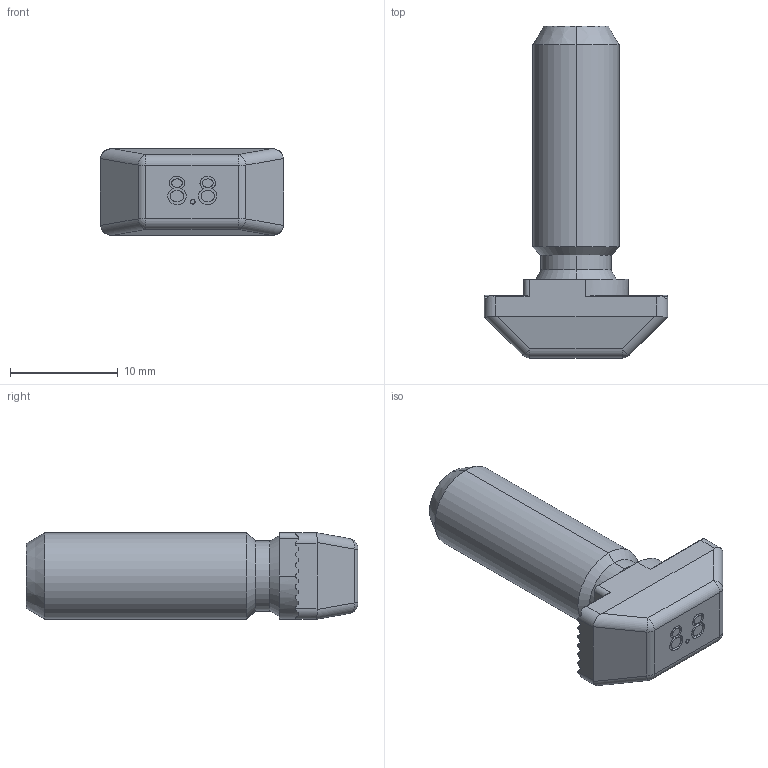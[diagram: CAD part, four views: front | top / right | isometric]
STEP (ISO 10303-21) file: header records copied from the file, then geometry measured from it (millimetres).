
FILE_DESCRIPTION (( 'STEP AP214' ), '1' );
FILE_NAME ('093hk1015m0825.STEP', '2014-09-30T08:33:26', ( 'Not-Admin' ), ( 'Hewlett-Packard Company' ), 'SwSTEP 2.0', 'SolidWorks 2014', '' );
FILE_SCHEMA (( 'AUTOMOTIVE_DESIGN' ));
Length unit declared in the file: millimetre
Products named in the file (1): 093hk1015m0825
Bounding box: 17 x 30.8 x 8 mm (x, y, z)
Volume: 1850.3 mm3; surface area: 1108 mm2
Topology: 1 solids, 1 shells, 163 faces, 440 edges, 284 vertices
Faces by surface type: cylinder 58, plane 57, bspline 38, cone 6, sphere 4
Entity records: 7214 total; most frequent: CARTESIAN_POINT 3482, ORIENTED_EDGE 872, DIRECTION 602, EDGE_CURVE 436, VERTEX_POINT 284, VECTOR 210, LINE 210, AXIS2_PLACEMENT_3D 196
